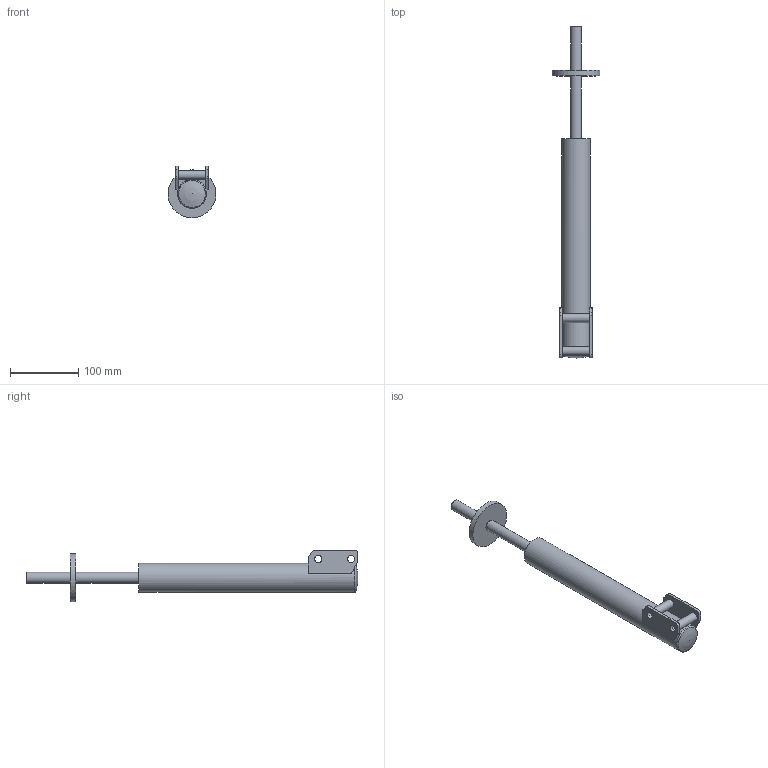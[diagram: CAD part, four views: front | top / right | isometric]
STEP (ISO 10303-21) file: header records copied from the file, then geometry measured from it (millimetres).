
FILE_DESCRIPTION(/* description */ (''),/* implementation_level */ '2;1');
FILE_NAME(/* name */ 'AMMORT_POSTERIORE_ASM_4_MIR_ASM.stp',/* time_stamp */ '2016-06-02T11:14:05+02:00',/* author */ (''),/* organization */ (''),/* preprocessor_version */ 'ST-DEVELOPER v16.5',/* originating_system */ 'Autodesk Translation Framework v5.0.0.3310',/* authorisation */ '');
FILE_SCHEMA (('AUTOMOTIVE_DESIGN { 1 0 10303 214 3 1 1 }'));
Length unit declared in the file: centimetre
Products named in the file (5): AMMORT_POSTERIORE_ASM_4_MIR_ASM; AMMORT_ANT_CILINDRO__5_MIR_ASM; MANIFOLD_SOLID_BREP_114944_MIR; MANIFOLD_SOLID_BREP_115297_MIR; AMMORT_ANT_STELO__4_MIR
Assembly tree (4 placements, depth 3):
  AMMORT_POSTERIORE_ASM_4_MIR_ASM
    AMMORT_ANT_CILINDRO__5_MIR_ASM
      MANIFOLD_SOLID_BREP_114944_MIR
      MANIFOLD_SOLID_BREP_115297_MIR
    AMMORT_ANT_STELO__4_MIR
Bounding box: 70 x 485 x 75.4 mm (x, y, z)
Volume: 253745.8 mm3; surface area: 127924 mm2
Topology: 3 solids, 3 shells, 46 faces, 106 edges, 71 vertices
Faces by surface type: plane 23, cylinder 19, sphere 2, torus 1, cone 1
Full cylindrical faces by diameter (mm): 10.5 x2, 12.8 x2, 16 x3, 33 x1, 36 x1, 42 x1, 70 x1
Entity records: 1295 total; most frequent: DIRECTION 234, CARTESIAN_POINT 203, ORIENTED_EDGE 168, AXIS2_PLACEMENT_3D 95, EDGE_CURVE 84, EDGE_LOOP 72, VERTEX_POINT 64, FACE_OUTER_BOUND 46
